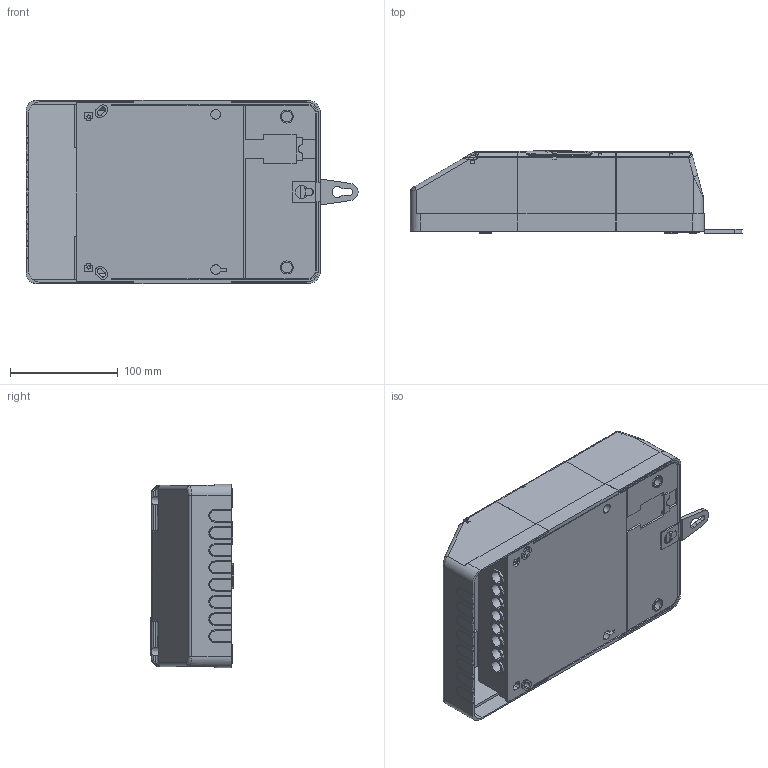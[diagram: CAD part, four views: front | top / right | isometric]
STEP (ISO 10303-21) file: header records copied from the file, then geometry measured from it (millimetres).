
FILE_DESCRIPTION (( 'STEP AP214' ), '1' );
FILE_NAME ('SME-3C8-100 Ñ÷åò÷èê ýë. ýí. 3-ôàçí. ìíîãîòàðèôíûé STAR 328_1_2 Ñ8-5(100)Ý RS-485 IEK.STEP', '2020-02-18T13:51:37', ( '' ), ( '' ), 'SwSTEP 2.0', 'SolidWorks 2017', '' );
FILE_SCHEMA (( 'AUTOMOTIVE_DESIGN' ));
Length unit declared in the file: millimetre
Products named in the file (1): SME-3C8-100 Ñ÷åò÷èê ýë. ýí. 3-ôàçí. ìíîãîòàðèôíûé STAR 328_1_2 Ñ8-5(100)Ý RS-485 IEK
Bounding box: 307.97 x 77 x 170 mm (x, y, z)
Volume: 1939540 mm3; surface area: 321291 mm2
Topology: 3 solids, 3 shells, 1295 faces, 3571 edges, 2338 vertices
Faces by surface type: plane 925, cylinder 304, torus 31, bspline 27, sphere 6, cone 2
Entity records: 42011 total; most frequent: CARTESIAN_POINT 8438, ORIENTED_EDGE 7134, DIRECTION 6765, EDGE_CURVE 3567, VECTOR 2683, LINE 2683, VERTEX_POINT 2338, AXIS2_PLACEMENT_3D 2041
